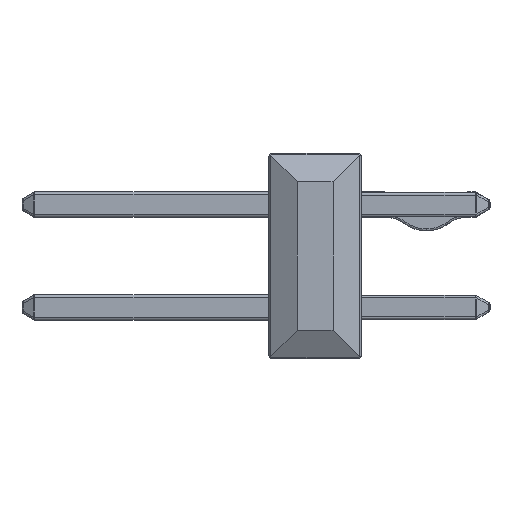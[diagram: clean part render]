
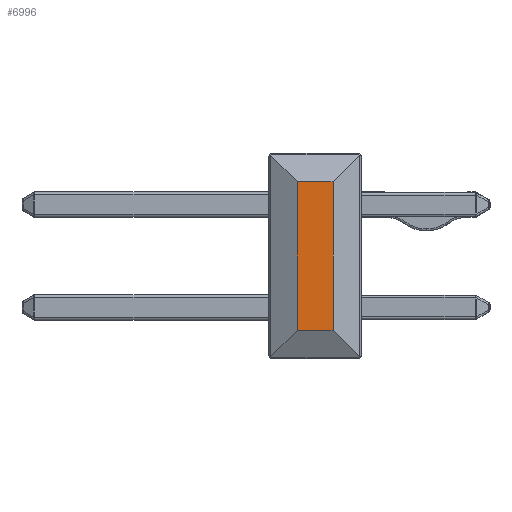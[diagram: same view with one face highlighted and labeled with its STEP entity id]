
A CAD part, left-side view. The second image highlights one B-rep face of the part: STEP entity #6996.
In plain terms, the highlighted planar face has unit normal (-1, 0, 0).
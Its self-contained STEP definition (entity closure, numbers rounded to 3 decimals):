
#348 = AXIS2_PLACEMENT_3D ( 'NONE', #9684, #12174, #4683 ) ;
#439 = VECTOR ( 'NONE', #9527, 1000. ) ;
#1141 = CARTESIAN_POINT ( 'NONE',  ( -1.27, -1.59, 1.84 ) ) ;
#1835 = EDGE_LOOP ( 'NONE', ( #6157, #6642, #8892, #11735 ) ) ;
#2053 = EDGE_CURVE ( 'NONE', #8294, #7128, #3793, .T. ) ;
#2080 = PLANE ( 'NONE',  #348 ) ;
#2499 = VERTEX_POINT ( 'NONE', #7272 ) ;
#2536 = FACE_OUTER_BOUND ( 'NONE', #1835, .T. ) ;
#3755 = VECTOR ( 'NONE', #14461, 1000. ) ;
#3793 = LINE ( 'NONE', #14494, #439 ) ;
#4158 = LINE ( 'NONE', #15603, #3755 ) ;
#4227 = DIRECTION ( 'NONE',  ( 0., 0., -1. ) ) ;
#4683 = DIRECTION ( 'NONE',  ( 0., 0., 1. ) ) ;
#4725 = EDGE_CURVE ( 'NONE', #14682, #2499, #10479, .T. ) ;
#6157 = ORIENTED_EDGE ( 'NONE', *, *, #2053, .T. ) ;
#6273 = CARTESIAN_POINT ( 'NONE',  ( -1.27, -1.59, -1.84 ) ) ;
#6642 = ORIENTED_EDGE ( 'NONE', *, *, #9868, .T. ) ;
#6996 = ADVANCED_FACE ( 'NONE', ( #2536 ), #2080, .T. ) ;
#7028 = DIRECTION ( 'NONE',  ( 0., 1., 0. ) ) ;
#7128 = VERTEX_POINT ( 'NONE', #1141 ) ;
#7272 = CARTESIAN_POINT ( 'NONE',  ( -1.27, -0.7, -1.84 ) ) ;
#7772 = VECTOR ( 'NONE', #7028, 1000. ) ;
#8294 = VERTEX_POINT ( 'NONE', #6273 ) ;
#8892 = ORIENTED_EDGE ( 'NONE', *, *, #4725, .T. ) ;
#9527 = DIRECTION ( 'NONE',  ( 0., 0., 1. ) ) ;
#9684 = CARTESIAN_POINT ( 'NONE',  ( -1.27, -2.29, -2.54 ) ) ;
#9868 = EDGE_CURVE ( 'NONE', #7128, #14682, #11131, .T. ) ;
#10479 = LINE ( 'NONE', #11719, #13801 ) ;
#11131 = LINE ( 'NONE', #15884, #7772 ) ;
#11719 = CARTESIAN_POINT ( 'NONE',  ( -1.27, -0.7, -2.54 ) ) ;
#11735 = ORIENTED_EDGE ( 'NONE', *, *, #14195, .T. ) ;
#11860 = CARTESIAN_POINT ( 'NONE',  ( -1.27, -0.7, 1.84 ) ) ;
#12174 = DIRECTION ( 'NONE',  ( -1., 0., 0. ) ) ;
#13801 = VECTOR ( 'NONE', #4227, 1000. ) ;
#14195 = EDGE_CURVE ( 'NONE', #2499, #8294, #4158, .T. ) ;
#14461 = DIRECTION ( 'NONE',  ( 0., -1., 0. ) ) ;
#14494 = CARTESIAN_POINT ( 'NONE',  ( -1.27, -1.59, 2.54 ) ) ;
#14682 = VERTEX_POINT ( 'NONE', #11860 ) ;
#15603 = CARTESIAN_POINT ( 'NONE',  ( -1.27, -2.29, -1.84 ) ) ;
#15884 = CARTESIAN_POINT ( 'NONE',  ( -1.27, -2.29, 1.84 ) ) ;
